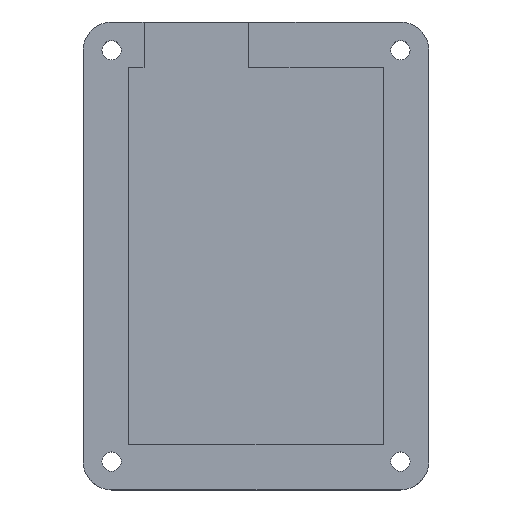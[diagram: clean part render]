
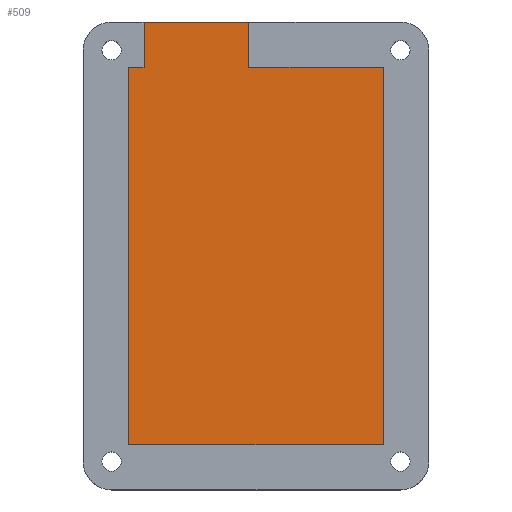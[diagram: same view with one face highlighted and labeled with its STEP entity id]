
A CAD part, top view. The second image highlights one B-rep face of the part: STEP entity #509.
In plain terms, the highlighted planar face has unit normal (0, 0, 1).
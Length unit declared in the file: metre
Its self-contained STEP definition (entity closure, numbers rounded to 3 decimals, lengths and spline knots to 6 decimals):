
#144=ORIENTED_EDGE('',*,*,#219,.F.);
#145=ORIENTED_EDGE('',*,*,#177,.F.);
#146=ORIENTED_EDGE('',*,*,#238,.T.);
#147=ORIENTED_EDGE('',*,*,#202,.T.);
#148=ORIENTED_EDGE('',*,*,#239,.F.);
#149=ORIENTED_EDGE('',*,*,#216,.F.);
#150=ORIENTED_EDGE('',*,*,#230,.T.);
#151=ORIENTED_EDGE('',*,*,#221,.T.);
#177=EDGE_CURVE('',#240,#242,#289,.T.);
#202=EDGE_CURVE('',#265,#264,#306,.T.);
#216=EDGE_CURVE('',#276,#277,#312,.T.);
#219=EDGE_CURVE('',#242,#278,#315,.T.);
#221=EDGE_CURVE('',#279,#278,#317,.T.);
#230=EDGE_CURVE('',#276,#279,#323,.T.);
#238=EDGE_CURVE('',#240,#265,#326,.T.);
#239=EDGE_CURVE('',#277,#264,#327,.T.);
#240=VERTEX_POINT('',#736);
#242=VERTEX_POINT('',#739);
#264=VERTEX_POINT('',#787);
#265=VERTEX_POINT('',#789);
#276=VERTEX_POINT('',#816);
#277=VERTEX_POINT('',#817);
#278=VERTEX_POINT('',#822);
#279=VERTEX_POINT('',#826);
#289=LINE('',#738,#329);
#306=LINE('',#788,#346);
#312=LINE('',#815,#352);
#315=LINE('',#821,#355);
#317=LINE('',#825,#357);
#323=LINE('',#844,#363);
#326=LINE('',#868,#366);
#327=LINE('',#869,#367);
#329=VECTOR('',#588,1.);
#346=VECTOR('',#625,1.);
#352=VECTOR('',#651,1.);
#355=VECTOR('',#656,1.);
#357=VECTOR('',#660,1.);
#363=VECTOR('',#684,1.);
#366=VECTOR('',#719,1.);
#367=VECTOR('',#720,1.);
#411=EDGE_LOOP('',(#144,#145,#146,#147,#148,#149,#150,#151));
#461=FACE_BOUND('',#411,.T.);
#483=PLANE('',#576);
#509=ADVANCED_FACE('',(#461),#483,.T.);
#576=AXIS2_PLACEMENT_3D('',#867,#717,#718);
#588=DIRECTION('',(1.,0.,0.));
#625=DIRECTION('',(-1.,0.,0.));
#651=DIRECTION('',(1.,0.,0.));
#656=DIRECTION('',(0.,-1.,0.));
#660=DIRECTION('',(1.,0.,0.));
#684=DIRECTION('',(0.,-1.,0.));
#717=DIRECTION('',(0.,0.,1.));
#718=DIRECTION('',(1.,0.,0.));
#719=DIRECTION('',(0.,1.,0.));
#720=DIRECTION('',(0.,1.,0.));
#736=CARTESIAN_POINT('',(-0.00127,0.0333,0.003));
#738=CARTESIAN_POINT('',(0.,0.0333,0.003));
#739=CARTESIAN_POINT('',(0.0225,0.0333,0.003));
#787=CARTESIAN_POINT('',(-0.01977,0.0413,0.003));
#788=CARTESIAN_POINT('',(0.,0.0413,0.003));
#789=CARTESIAN_POINT('',(-0.00127,0.0413,0.003));
#815=CARTESIAN_POINT('',(0.,0.0333,0.003));
#816=CARTESIAN_POINT('',(-0.0225,0.0333,0.003));
#817=CARTESIAN_POINT('',(-0.01977,0.0333,0.003));
#821=CARTESIAN_POINT('',(0.0225,0.,0.003));
#822=CARTESIAN_POINT('',(0.0225,-0.0333,0.003));
#825=CARTESIAN_POINT('',(0.,-0.0333,0.003));
#826=CARTESIAN_POINT('',(-0.0225,-0.0333,0.003));
#844=CARTESIAN_POINT('',(-0.0225,0.,0.003));
#867=CARTESIAN_POINT('',(0.,0.,0.003));
#868=CARTESIAN_POINT('',(-0.00127,0.0373,0.003));
#869=CARTESIAN_POINT('',(-0.01977,0.0373,0.003));
